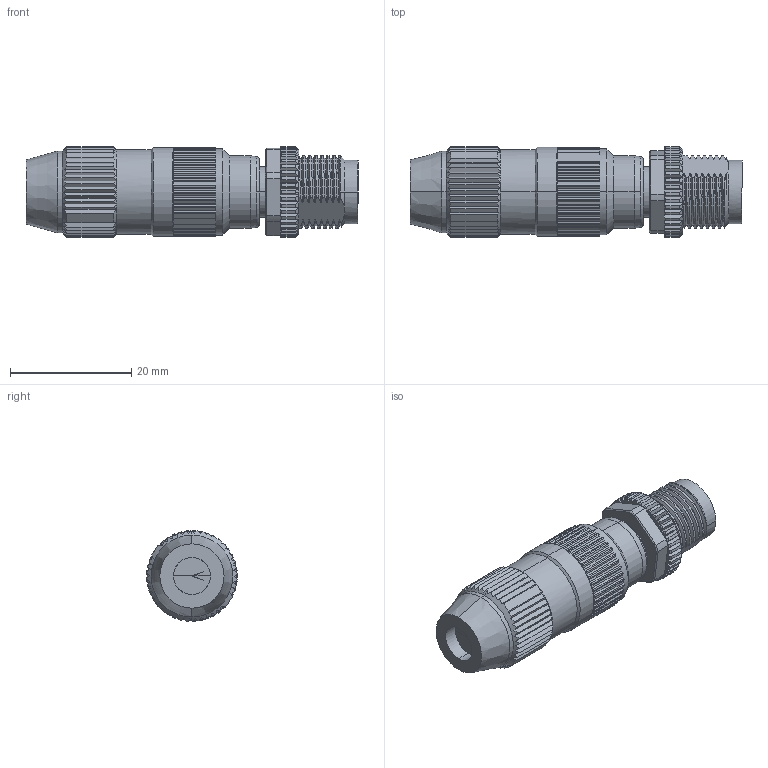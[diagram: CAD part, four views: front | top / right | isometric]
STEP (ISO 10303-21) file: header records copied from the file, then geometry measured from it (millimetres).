
FILE_DESCRIPTION (( 'STEP AP214' ), '1' );
FILE_NAME ('M12FT4AM.STEP', '2018-08-02T19:49:05', ( '' ), ( '' ), 'SwSTEP 2.0', 'SolidWorks 2017', '' );
FILE_SCHEMA (( 'AUTOMOTIVE_DESIGN' ));
Length unit declared in the file: millimetre
Products named in the file (1): M12FT4AM
Bounding box: 54.8 x 14.99 x 15 mm (x, y, z)
Volume: 7098.2 mm3; surface area: 3417.4 mm2
Topology: 1 solids, 1 shells, 738 faces, 2021 edges, 1284 vertices
Faces by surface type: plane 415, cylinder 143, cone 83, bspline 52, torus 45
Entity records: 38231 total; most frequent: CARTESIAN_POINT 20703, ORIENTED_EDGE 4022, DIRECTION 3247, EDGE_CURVE 2011, VERTEX_POINT 1284, AXIS2_PLACEMENT_3D 1152, VECTOR 943, LINE 943
